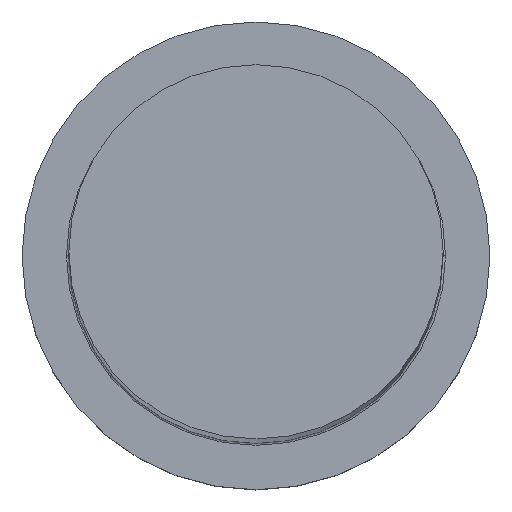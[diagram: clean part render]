
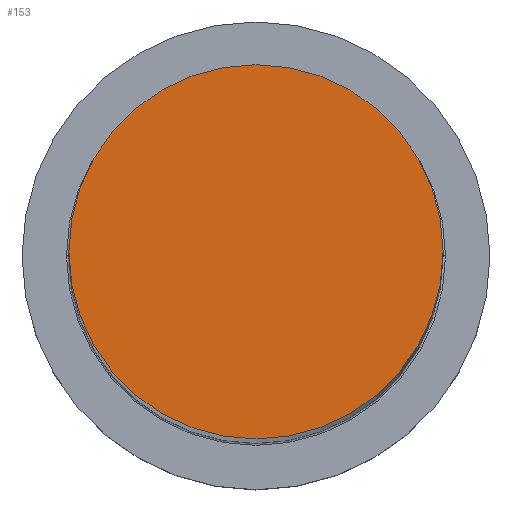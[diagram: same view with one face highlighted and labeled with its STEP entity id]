
A CAD part, top view. The second image highlights one B-rep face of the part: STEP entity #153.
In plain terms, the highlighted planar face has unit normal (0, 0, 1).
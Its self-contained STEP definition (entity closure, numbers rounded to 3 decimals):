
#39 = DIRECTION ( 'NONE',  ( 0., 0., 1. ) ) ;
#45 = AXIS2_PLACEMENT_3D ( 'NONE', #57, #39, #79 ) ;
#53 = EDGE_LOOP ( 'NONE', ( #269, #263 ) ) ;
#55 = VERTEX_POINT ( 'NONE', #243 ) ;
#57 = CARTESIAN_POINT ( 'NONE',  ( 0., 0., 210. ) ) ;
#58 = DIRECTION ( 'NONE',  ( 1., 0., 0. ) ) ;
#61 = CARTESIAN_POINT ( 'NONE',  ( 0., 0., 210. ) ) ;
#72 = AXIS2_PLACEMENT_3D ( 'NONE', #132, #108, #180 ) ;
#79 = DIRECTION ( 'NONE',  ( 1., 0., 0. ) ) ;
#102 = EDGE_CURVE ( 'NONE', #55, #207, #134, .T. ) ;
#104 = PLANE ( 'NONE',  #193 ) ;
#108 = DIRECTION ( 'NONE',  ( 0., 0., 1. ) ) ;
#132 = CARTESIAN_POINT ( 'NONE',  ( 0., 0., 210. ) ) ;
#134 = CIRCLE ( 'NONE', #72, 16. ) ;
#153 = ADVANCED_FACE ( 'NONE', ( #301 ), #104, .T. ) ;
#178 = CIRCLE ( 'NONE', #45, 16. ) ;
#179 = CARTESIAN_POINT ( 'NONE',  ( -16., 0., 210. ) ) ;
#180 = DIRECTION ( 'NONE',  ( 1., 0., 0. ) ) ;
#193 = AXIS2_PLACEMENT_3D ( 'NONE', #61, #254, #58 ) ;
#207 = VERTEX_POINT ( 'NONE', #179 ) ;
#223 = EDGE_CURVE ( 'NONE', #207, #55, #178, .T. ) ;
#243 = CARTESIAN_POINT ( 'NONE',  ( 16., 0., 210. ) ) ;
#254 = DIRECTION ( 'NONE',  ( 0., 0., 1. ) ) ;
#263 = ORIENTED_EDGE ( 'NONE', *, *, #102, .T. ) ;
#269 = ORIENTED_EDGE ( 'NONE', *, *, #223, .T. ) ;
#301 = FACE_OUTER_BOUND ( 'NONE', #53, .T. ) ;
